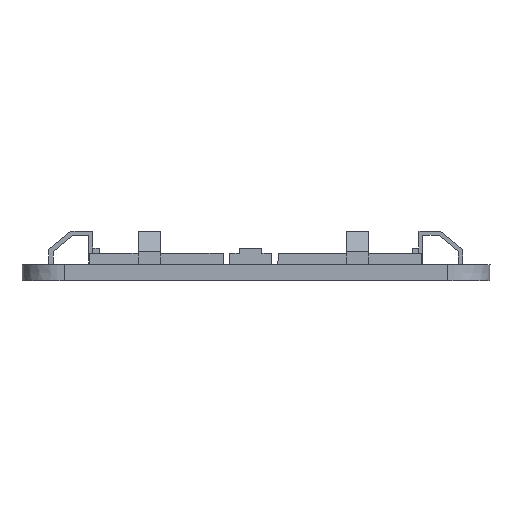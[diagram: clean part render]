
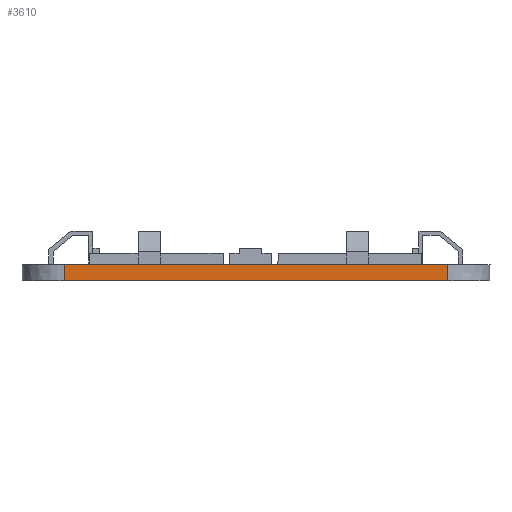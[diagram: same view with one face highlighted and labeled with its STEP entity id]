
A CAD part, left-side view. The second image highlights one B-rep face of the part: STEP entity #3610.
In plain terms, the highlighted planar face has unit normal (-1, 0, -0.009).
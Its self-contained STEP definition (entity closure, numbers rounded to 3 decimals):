
#95 = DIRECTION ( 'NONE',  ( -0.009, 0., 1. ) ) ;
#131 = LINE ( 'NONE', #2996, #2845 ) ;
#265 = CARTESIAN_POINT ( 'NONE',  ( -60.195, 51.023, 0. ) ) ;
#438 = DIRECTION ( 'NONE',  ( 0., 1., 0. ) ) ;
#751 = CARTESIAN_POINT ( 'NONE',  ( -60.195, -67.623, 0. ) ) ;
#971 = ORIENTED_EDGE ( 'NONE', *, *, #10909, .F. ) ;
#1105 = CARTESIAN_POINT ( 'NONE',  ( -60.195, -67.623, 0. ) ) ;
#1128 = EDGE_LOOP ( 'NONE', ( #10657, #9982, #4627, #971 ) ) ;
#1663 = VERTEX_POINT ( 'NONE', #6808 ) ;
#1828 = CARTESIAN_POINT ( 'NONE',  ( -60.195, 51.023, 0. ) ) ;
#1895 = EDGE_CURVE ( 'NONE', #2809, #4012, #6381, .T. ) ;
#2376 = CARTESIAN_POINT ( 'NONE',  ( -60.195, 51.023, 0. ) ) ;
#2809 = VERTEX_POINT ( 'NONE', #2376 ) ;
#2845 = VECTOR ( 'NONE', #438, 1000. ) ;
#2996 = CARTESIAN_POINT ( 'NONE',  ( -60.238, 51.023, 5. ) ) ;
#3610 = ADVANCED_FACE ( 'NONE', ( #4087 ), #4338, .T. ) ;
#3687 = LINE ( 'NONE', #1105, #7872 ) ;
#4012 = VERTEX_POINT ( 'NONE', #751 ) ;
#4087 = FACE_OUTER_BOUND ( 'NONE', #1128, .T. ) ;
#4338 = PLANE ( 'NONE',  #5647 ) ;
#4470 = CARTESIAN_POINT ( 'NONE',  ( -60.195, 0., 0. ) ) ;
#4528 = EDGE_CURVE ( 'NONE', #1663, #5392, #131, .T. ) ;
#4627 = ORIENTED_EDGE ( 'NONE', *, *, #1895, .T. ) ;
#5000 = VECTOR ( 'NONE', #8169, 1000. ) ;
#5018 = EDGE_CURVE ( 'NONE', #5392, #2809, #9995, .T. ) ;
#5392 = VERTEX_POINT ( 'NONE', #7852 ) ;
#5647 = AXIS2_PLACEMENT_3D ( 'NONE', #1828, #7891, #95 ) ;
#6381 = LINE ( 'NONE', #4470, #8684 ) ;
#6808 = CARTESIAN_POINT ( 'NONE',  ( -60.238, -67.623, 5. ) ) ;
#7213 = DIRECTION ( 'NONE',  ( 0.009, 0., -1. ) ) ;
#7852 = CARTESIAN_POINT ( 'NONE',  ( -60.238, 51.023, 5. ) ) ;
#7872 = VECTOR ( 'NONE', #7213, 1000. ) ;
#7891 = DIRECTION ( 'NONE',  ( -1., 0., -0.009 ) ) ;
#8169 = DIRECTION ( 'NONE',  ( 0.009, 0., -1. ) ) ;
#8684 = VECTOR ( 'NONE', #10517, 1000. ) ;
#9982 = ORIENTED_EDGE ( 'NONE', *, *, #5018, .T. ) ;
#9995 = LINE ( 'NONE', #265, #5000 ) ;
#10517 = DIRECTION ( 'NONE',  ( 0., -1., 0. ) ) ;
#10657 = ORIENTED_EDGE ( 'NONE', *, *, #4528, .T. ) ;
#10909 = EDGE_CURVE ( 'NONE', #1663, #4012, #3687, .T. ) ;
